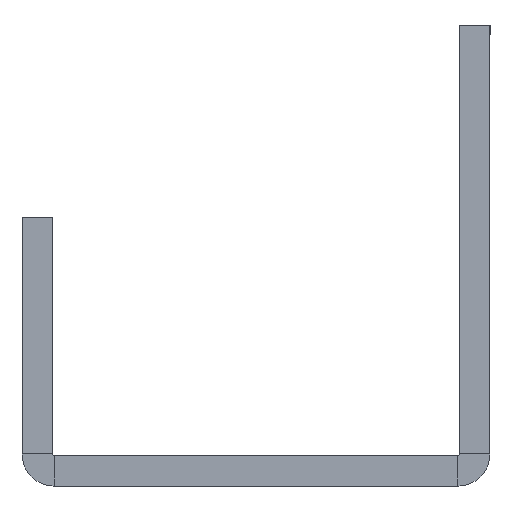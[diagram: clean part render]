
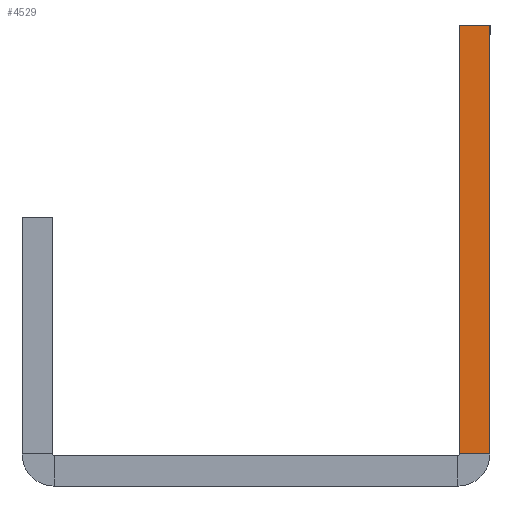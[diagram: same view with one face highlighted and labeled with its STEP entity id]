
A CAD part, left-side view. The second image highlights one B-rep face of the part: STEP entity #4529.
In plain terms, the highlighted planar face has unit normal (-1, 0, 0).
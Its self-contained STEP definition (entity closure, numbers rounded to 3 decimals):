
#590 = LINE ( 'NONE', #834, #591 ) ;
#591 = VECTOR ( 'NONE', #835, 1000. ) ;
#616 = VECTOR ( 'NONE', #880, 1000. ) ;
#624 = LINE ( 'NONE', #870, #616 ) ;
#627 = LINE ( 'NONE', #889, #628 ) ;
#628 = VECTOR ( 'NONE', #890, 1000. ) ;
#637 = LINE ( 'NONE', #895, #638 ) ;
#638 = VECTOR ( 'NONE', #896, 1000. ) ;
#834 = CARTESIAN_POINT ( 'NONE',  ( -322.5, -15.25, 2. ) ) ;
#835 = DIRECTION ( 'NONE',  ( 0., 0., -1. ) ) ;
#870 = CARTESIAN_POINT ( 'NONE',  ( -322.5, -13.25, 2.1 ) ) ;
#880 = DIRECTION ( 'NONE',  ( 0., -1., 0. ) ) ;
#889 = CARTESIAN_POINT ( 'NONE',  ( -322.5, -15.25, 30. ) ) ;
#890 = DIRECTION ( 'NONE',  ( 0., 1., 0. ) ) ;
#895 = CARTESIAN_POINT ( 'NONE',  ( -322.5, -13.25, 2. ) ) ;
#896 = DIRECTION ( 'NONE',  ( 0., 0., -1. ) ) ;
#1036 = VERTEX_POINT ( 'NONE', #1312 ) ;
#1037 = VERTEX_POINT ( 'NONE', #1313 ) ;
#1046 = VERTEX_POINT ( 'NONE', #1322 ) ;
#1053 = VERTEX_POINT ( 'NONE', #1329 ) ;
#1312 = CARTESIAN_POINT ( 'NONE',  ( -322.5, -15.25, 2.1 ) ) ;
#1313 = CARTESIAN_POINT ( 'NONE',  ( -322.5, -13.25, 30. ) ) ;
#1322 = CARTESIAN_POINT ( 'NONE',  ( -322.5, -13.25, 2.1 ) ) ;
#1329 = CARTESIAN_POINT ( 'NONE',  ( -322.5, -15.25, 30. ) ) ;
#1978 = CARTESIAN_POINT ( 'NONE',  ( -322.5, -15.25, 2. ) ) ;
#1982 = PLANE ( 'NONE',  #2981 ) ;
#1985 = DIRECTION ( 'NONE',  ( 1., 0., 0. ) ) ;
#1986 = DIRECTION ( 'NONE',  ( 0., 0., -1. ) ) ;
#2981 = AXIS2_PLACEMENT_3D ( 'NONE', #1978, #1985, #1986 ) ;
#3250 = ORIENTED_EDGE ( 'NONE', *, *, #4960, .T. ) ;
#3251 = ORIENTED_EDGE ( 'NONE', *, *, #4957, .T. ) ;
#3252 = ORIENTED_EDGE ( 'NONE', *, *, #4933, .F. ) ;
#3253 = ORIENTED_EDGE ( 'NONE', *, *, #4953, .T. ) ;
#3740 = FACE_OUTER_BOUND ( 'NONE', #3858, .T. ) ;
#3858 = EDGE_LOOP ( 'NONE', ( #3253, #3252, #3251, #3250 ) ) ;
#4529 = ADVANCED_FACE ( 'NONE', ( #3740 ), #1982, .F. ) ;
#4933 = EDGE_CURVE ( 'NONE', #1053, #1036, #590, .T. ) ;
#4953 = EDGE_CURVE ( 'NONE', #1046, #1036, #624, .T. ) ;
#4957 = EDGE_CURVE ( 'NONE', #1053, #1037, #627, .T. ) ;
#4960 = EDGE_CURVE ( 'NONE', #1037, #1046, #637, .T. ) ;
